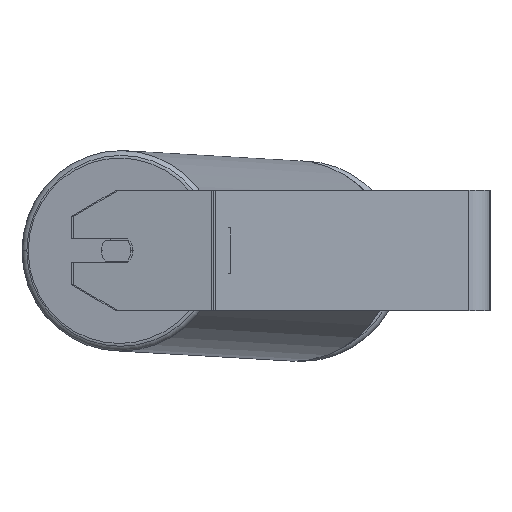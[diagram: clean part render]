
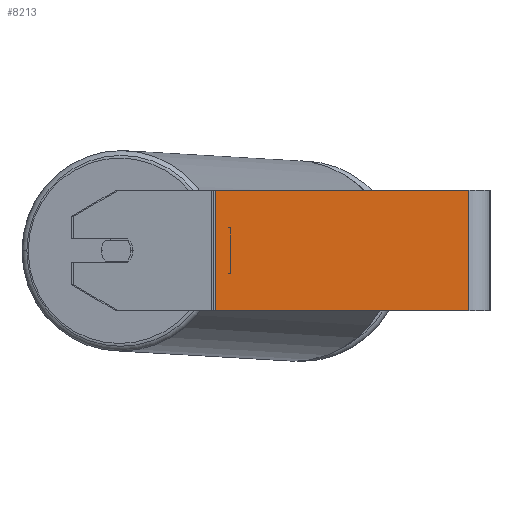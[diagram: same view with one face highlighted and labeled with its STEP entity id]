
A CAD part, left-side view. The second image highlights one B-rep face of the part: STEP entity #8213.
In plain terms, the highlighted planar face has unit normal (-1, 0, 0).
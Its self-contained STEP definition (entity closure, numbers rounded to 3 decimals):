
#706 = VERTEX_POINT ( 'NONE', #6458 ) ;
#1278 = DIRECTION ( 'NONE',  ( 0., -1., 0. ) ) ;
#1784 = AXIS2_PLACEMENT_3D ( 'NONE', #7302, #4694, #5175 ) ;
#1849 = CARTESIAN_POINT ( 'NONE',  ( -1055., 183.228, 40. ) ) ;
#1893 = PLANE ( 'NONE',  #1784 ) ;
#1976 = FACE_OUTER_BOUND ( 'NONE', #3453, .T. ) ;
#2290 = DIRECTION ( 'NONE',  ( 0., 0., -1. ) ) ;
#2296 = ORIENTED_EDGE ( 'NONE', *, *, #8106, .F. ) ;
#2459 = CARTESIAN_POINT ( 'NONE',  ( -1055., 182.003, -40. ) ) ;
#2652 = LINE ( 'NONE', #1849, #7155 ) ;
#2873 = CARTESIAN_POINT ( 'NONE',  ( -1055., 182.003, 40. ) ) ;
#3453 = EDGE_LOOP ( 'NONE', ( #8073, #6886, #2296, #6624 ) ) ;
#3492 = LINE ( 'NONE', #8166, #4443 ) ;
#3547 = DIRECTION ( 'NONE',  ( 0., 0., -1. ) ) ;
#3829 = VERTEX_POINT ( 'NONE', #5103 ) ;
#3832 = LINE ( 'NONE', #5652, #4321 ) ;
#4321 = VECTOR ( 'NONE', #3547, 1000. ) ;
#4443 = VECTOR ( 'NONE', #7547, 1000. ) ;
#4694 = DIRECTION ( 'NONE',  ( 1., 0., 0. ) ) ;
#4717 = VERTEX_POINT ( 'NONE', #2459 ) ;
#4967 = VERTEX_POINT ( 'NONE', #6949 ) ;
#5103 = CARTESIAN_POINT ( 'NONE',  ( -1055., 14., 40. ) ) ;
#5175 = DIRECTION ( 'NONE',  ( 0., 1., 0. ) ) ;
#5207 = EDGE_CURVE ( 'NONE', #3829, #706, #3832, .T. ) ;
#5210 = EDGE_CURVE ( 'NONE', #4967, #4717, #6890, .T. ) ;
#5430 = VECTOR ( 'NONE', #2290, 1000. ) ;
#5586 = EDGE_CURVE ( 'NONE', #4717, #706, #3492, .T. ) ;
#5652 = CARTESIAN_POINT ( 'NONE',  ( -1055., 14., 40. ) ) ;
#6458 = CARTESIAN_POINT ( 'NONE',  ( -1055., 14., -40. ) ) ;
#6624 = ORIENTED_EDGE ( 'NONE', *, *, #5210, .T. ) ;
#6886 = ORIENTED_EDGE ( 'NONE', *, *, #5207, .F. ) ;
#6890 = LINE ( 'NONE', #2873, #5430 ) ;
#6949 = CARTESIAN_POINT ( 'NONE',  ( -1055., 182.003, 40. ) ) ;
#7155 = VECTOR ( 'NONE', #1278, 1000. ) ;
#7302 = CARTESIAN_POINT ( 'NONE',  ( -1055., 183.228, 40. ) ) ;
#7547 = DIRECTION ( 'NONE',  ( 0., -1., 0. ) ) ;
#8073 = ORIENTED_EDGE ( 'NONE', *, *, #5586, .T. ) ;
#8106 = EDGE_CURVE ( 'NONE', #4967, #3829, #2652, .T. ) ;
#8166 = CARTESIAN_POINT ( 'NONE',  ( -1055., 183.228, -40. ) ) ;
#8213 = ADVANCED_FACE ( 'NONE', ( #1976 ), #1893, .F. ) ;
